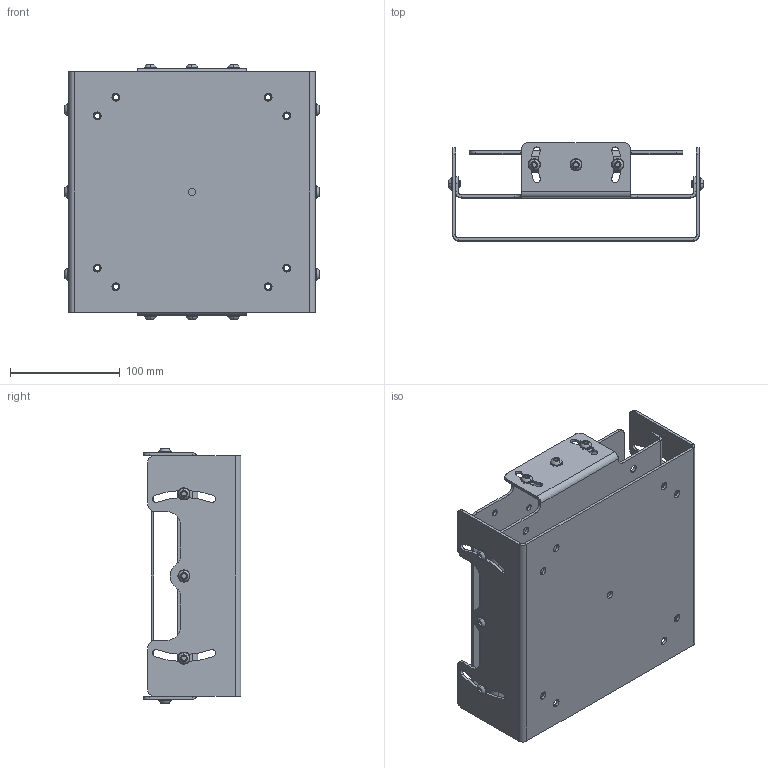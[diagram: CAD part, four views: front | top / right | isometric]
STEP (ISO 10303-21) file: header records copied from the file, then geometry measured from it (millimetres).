
FILE_DESCRIPTION((''),'2;1');
FILE_NAME('181443_ASM','2015-03-30T',('PDMAdmin'),(''),'PRO/ENGINEER BY PARAMETRIC TECHNOLOGY CORPORATION, 2013230','PRO/ENGINEER BY PARAMETRIC TECHNOLOGY CORPORATION, 2013230','');
FILE_SCHEMA(('CONFIG_CONTROL_DESIGN'));
Length unit declared in the file: millimetre
Products named in the file (7): 181437; 181438; 181439; 109564_1; 184912; 94115_ASM; 181443_ASM
Assembly tree (28 placements, depth 3):
  181443_ASM
    94115_ASM
      181437
      181438
      181439
      109564_1  x12
      184912  x12
Bounding box: 233.2 x 89.3 x 233.2 mm (x, y, z)
Volume: 465800 mm3; surface area: 379881.5 mm2
Topology: 3 solids, 47 shells, 2462 faces, 7178 edges, 4560 vertices
Faces by surface type: plane 1092, cylinder 710, bspline 516, cone 120, sphere 24
Entity records: 41095 total; most frequent: CARTESIAN_POINT 12879, ORIENTED_EDGE 5874, DIRECTION 5551, EDGE_CURVE 3020, VECTOR 2357, LINE 2357, VERTEX_POINT 1975, AXIS2_PLACEMENT_3D 1597
